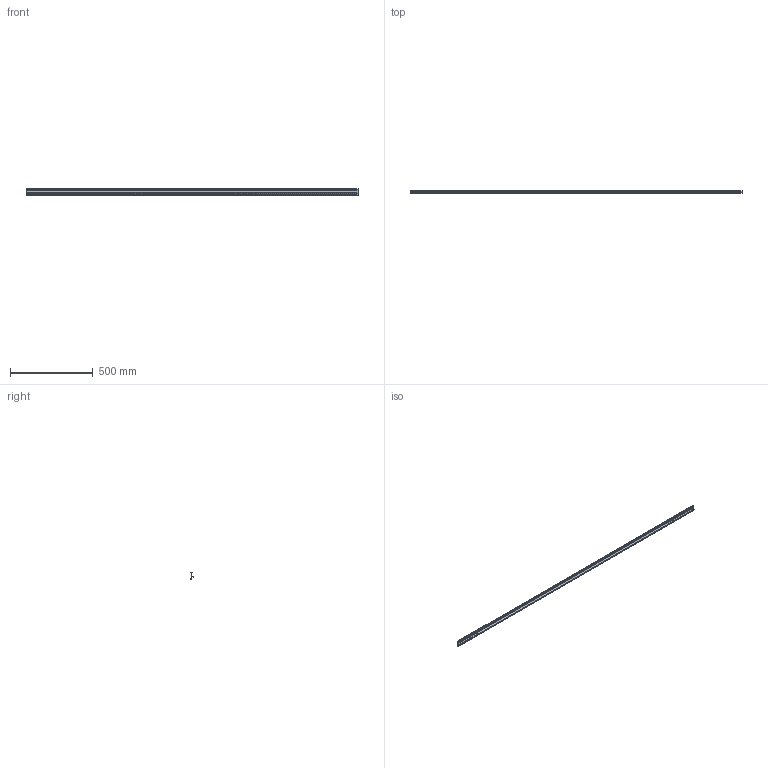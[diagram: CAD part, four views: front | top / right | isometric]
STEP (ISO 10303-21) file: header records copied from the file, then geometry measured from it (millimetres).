
FILE_DESCRIPTION (( 'STEP AP203' ), '1' );
FILE_NAME ('408537119_c_1.STEP', '2023-01-25T14:29:27', ( '' ), ( '' ), 'SwSTEP 2.0', 'SolidWorks 2014', '' );
FILE_SCHEMA (( 'CONFIG_CONTROL_DESIGN' ));
Length unit declared in the file: millimetre
Products named in the file (1): 408537119_c_1
Bounding box: 2000 x 14.75 x 40.7 mm (x, y, z)
Volume: 255712.4 mm3; surface area: 575565.4 mm2
Topology: 3 solids, 3 shells, 53 faces, 141 edges, 94 vertices
Faces by surface type: plane 31, cylinder 22
Entity records: 1749 total; most frequent: DIRECTION 300, CARTESIAN_POINT 292, ORIENTED_EDGE 282, EDGE_CURVE 141, AXIS2_PLACEMENT_3D 106, VERTEX_POINT 94, VECTOR 88, LINE 88
